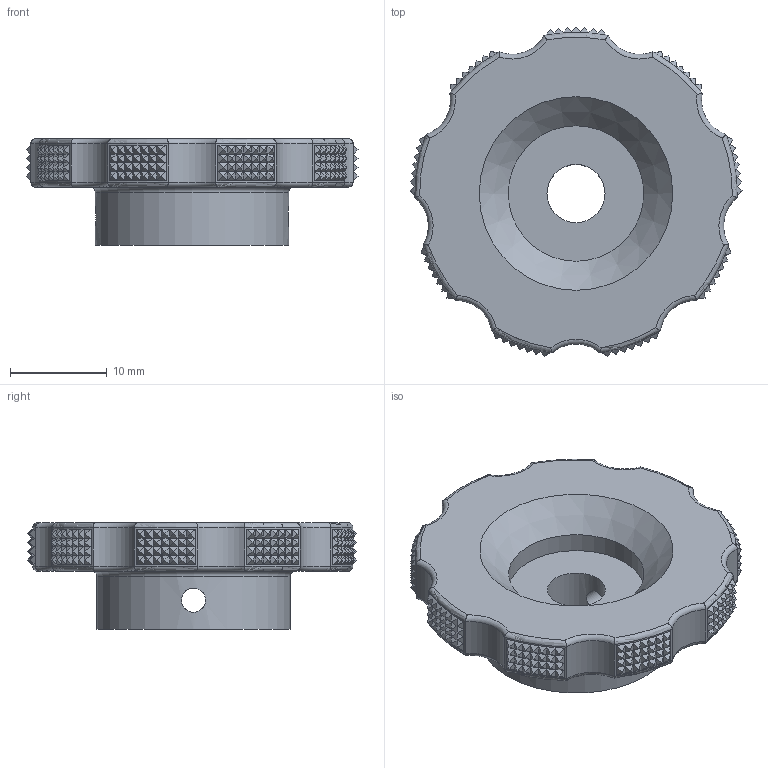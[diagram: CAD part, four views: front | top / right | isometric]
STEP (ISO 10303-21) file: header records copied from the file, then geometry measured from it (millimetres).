
FILE_DESCRIPTION(/* description */ ('STEP AP214'),/* implementation_level */ '2;1');
FILE_NAME(/* name */ '628f7a6ce9a4ba5348cbce42',/* time_stamp */ '2022-05-26T13:02:38+00:00',/* author */ (''),/* organization */ (''),/* preprocessor_version */ 'ST-DEVELOPER v18.102',/* originating_system */ ' ',/* authorisation */ ' ');
FILE_SCHEMA (('AUTOMOTIVE_DESIGN {1 0 10303 214 3 1 1}'));
Length unit declared in the file: metre
Products named in the file (1): drehknopf
Bounding box: 34.29 x 33.98 x 11 mm (x, y, z)
Volume: 4879.1 mm3; surface area: 2925.9 mm2
Topology: 1 solids, 1 shells, 587 faces, 1436 edges, 860 vertices
Faces by surface type: plane 454, cone 73, torus 37, cylinder 23
Full cylindrical faces by diameter (mm): 2.5 x2, 6 x1, 14 x1, 20 x1
Entity records: 17674 total; most frequent: CARTESIAN_POINT 6043, ORIENTED_EDGE 2850, DIRECTION 1678, EDGE_CURVE 1425, B_SPLINE_CURVE_WITH_KNOTS 1048, VERTEX_POINT 858, AXIS2_PLACEMENT_3D 713, EDGE_LOOP 611
